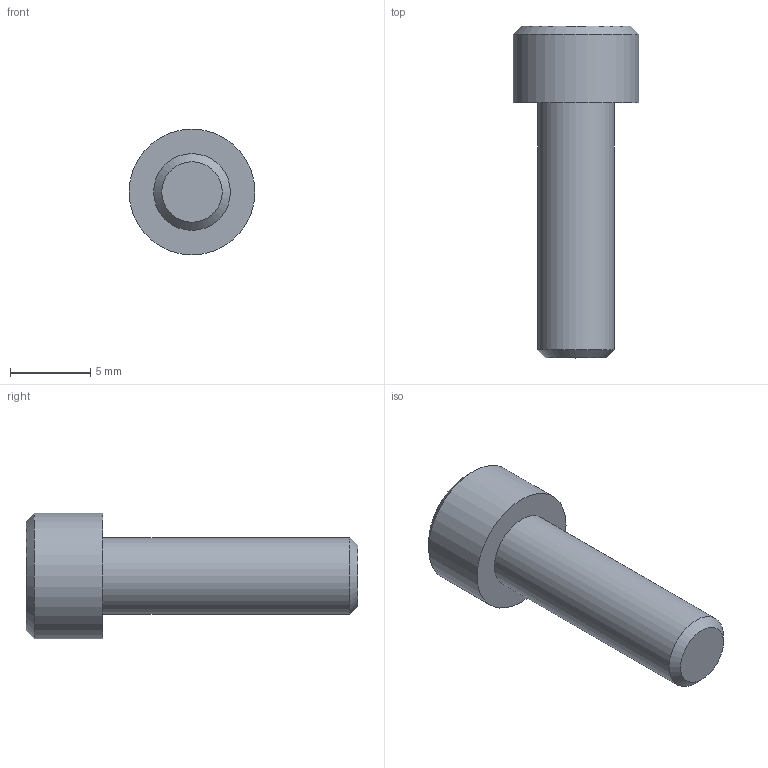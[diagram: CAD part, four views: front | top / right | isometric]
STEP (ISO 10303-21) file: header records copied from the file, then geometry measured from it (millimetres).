
FILE_DESCRIPTION(/* description */ (''),/* implementation_level */ '2;1');
FILE_NAME(/* name */ 'SHCS 10-32 x 0.625.ipt.step',/* time_stamp */ '2017-01-04T14:51:55-08:00',/* author */ ('PhillipD'),/* organization */ (''),/* preprocessor_version */ 'ST-DEVELOPER v16.5',/* originating_system */ 'Autodesk Inventor 2017',/* authorisation */ '');
FILE_SCHEMA (('CONFIG_CONTROL_DESIGN','AUTOMOTIVE_DESIGN { 1 0 10303 214 3 1 1 }'));
Length unit declared in the file: inch
Products named in the file (1): SHCS 10-32 x 0.625
Bounding box: 7.82 x 20.65 x 7.82 mm (x, y, z)
Volume: 470.4 mm3; surface area: 475.7 mm2
Topology: 1 solids, 1 shells, 20 faces, 41 edges, 25 vertices
Faces by surface type: plane 16, cone 2, cylinder 2
Full cylindrical faces by diameter (mm): 4.775 x1, 7.823 x1
Entity records: 525 total; most frequent: DIRECTION 84, CARTESIAN_POINT 81, ORIENTED_EDGE 72, EDGE_CURVE 36, LINE 30, VECTOR 30, AXIS2_PLACEMENT_3D 27, EDGE_LOOP 26
